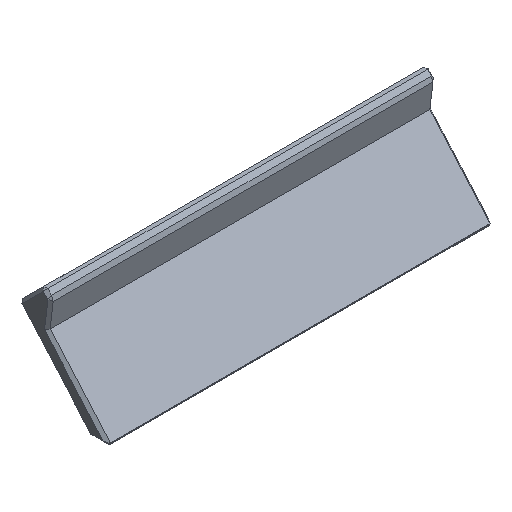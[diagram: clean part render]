
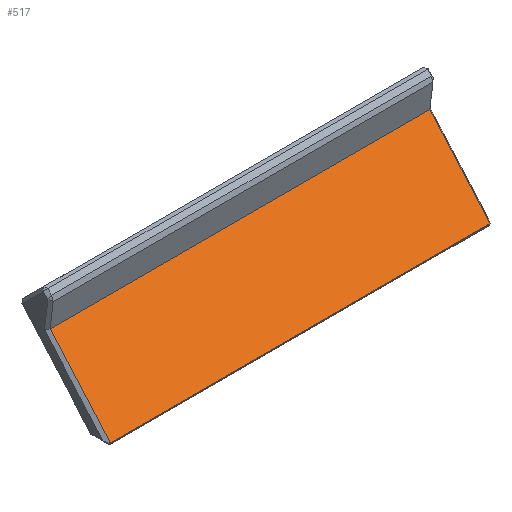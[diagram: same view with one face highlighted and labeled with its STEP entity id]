
A CAD part, isometric view. The second image highlights one B-rep face of the part: STEP entity #517.
In plain terms, the highlighted planar face has unit normal (0, -0.752, 0.659).
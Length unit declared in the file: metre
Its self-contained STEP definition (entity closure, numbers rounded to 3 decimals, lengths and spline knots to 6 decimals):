
#126=ORIENTED_EDGE('',*,*,#157,.T.);
#127=ORIENTED_EDGE('',*,*,#147,.T.);
#128=ORIENTED_EDGE('',*,*,#212,.T.);
#129=ORIENTED_EDGE('',*,*,#175,.T.);
#147=EDGE_CURVE('',#215,#213,#248,.T.);
#157=EDGE_CURVE('',#220,#215,#258,.T.);
#175=EDGE_CURVE('',#231,#220,#276,.T.);
#212=EDGE_CURVE('',#213,#231,#313,.T.);
#213=VERTEX_POINT('',#711);
#215=VERTEX_POINT('',#714);
#220=VERTEX_POINT('',#730);
#231=VERTEX_POINT('',#766);
#248=LINE('',#713,#315);
#258=LINE('',#733,#325);
#276=LINE('',#769,#343);
#313=LINE('',#841,#380);
#315=VECTOR('',#574,1.);
#325=VECTOR('',#590,1.);
#343=VECTOR('',#622,1.);
#380=VECTOR('',#701,1.);
#412=EDGE_LOOP('',(#126,#127,#128,#129));
#447=FACE_BOUND('',#412,.T.);
#482=PLANE('',#565);
#517=ADVANCED_FACE('',(#447),#482,.F.);
#565=AXIS2_PLACEMENT_3D('',#840,#699,#700);
#574=DIRECTION('',(0.,0.659,0.752));
#590=DIRECTION('',(1.,0.,0.));
#622=DIRECTION('',(0.,-0.659,-0.752));
#699=DIRECTION('',(0.,0.752,-0.659));
#700=DIRECTION('',(0.,0.659,0.752));
#701=DIRECTION('',(-1.,0.,0.));
#711=CARTESIAN_POINT('',(-0.070642,0.051513,0.015145));
#713=CARTESIAN_POINT('',(-0.070642,0.051513,0.015145));
#714=CARTESIAN_POINT('',(-0.070642,0.040424,0.002476));
#730=CARTESIAN_POINT('',(-0.140642,0.040424,0.002476));
#733=CARTESIAN_POINT('',(-0.069642,0.040424,0.002476));
#766=CARTESIAN_POINT('',(-0.140642,0.051513,0.015145));
#769=CARTESIAN_POINT('',(-0.140642,0.051484,0.015111));
#840=CARTESIAN_POINT('',(-0.069642,0.051484,0.015111));
#841=CARTESIAN_POINT('',(-0.069642,0.051513,0.015145));
